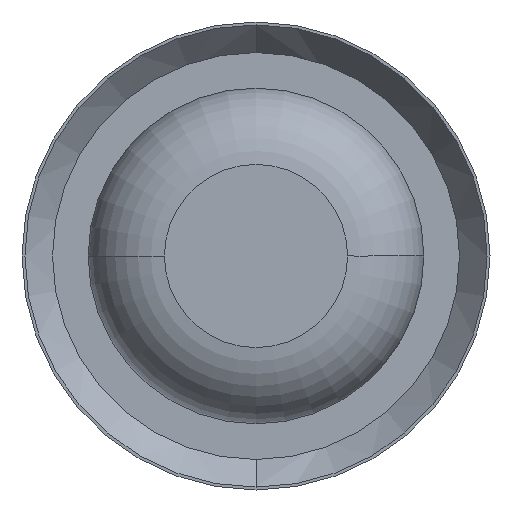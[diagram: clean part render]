
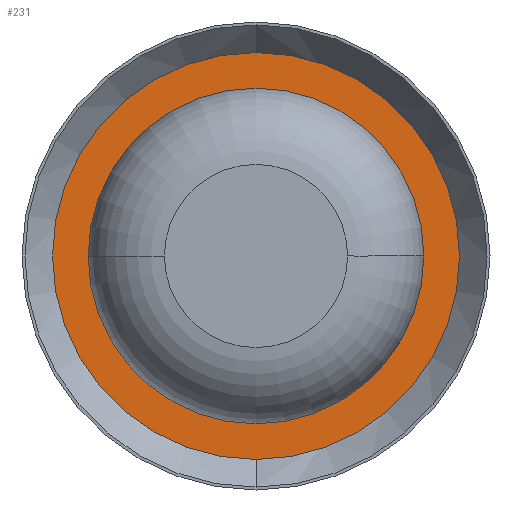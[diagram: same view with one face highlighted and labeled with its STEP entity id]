
A CAD part, front view. The second image highlights one B-rep face of the part: STEP entity #231.
In plain terms, the highlighted planar face has unit normal (0, -1, 0).
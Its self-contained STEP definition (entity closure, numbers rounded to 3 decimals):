
#2 = EDGE_CURVE ( 'Defeature ausgef�hrt3_8+Defeature ausgef�hrt3_1+Defeature ausgef�hrt3_1+Defeature ausgef�hrt3_1', #3674, #2245, #5191, .T. ) ;
#130 = EDGE_LOOP ( 'NONE', ( #1421, #494 ) ) ;
#138 = CARTESIAN_POINT ( 'NONE',  ( 1., -6., 0. ) ) ;
#142 = EDGE_CURVE ( 'Defeature ausgef�hrt3_8+Defeature ausgef�hrt3_1+Defeature ausgef�hrt3_1+Defeature ausgef�hrt3_1', #2245, #3674, #5503, .T. ) ;
#155 = CARTESIAN_POINT ( 'NONE',  ( 0., -6., 0. ) ) ;
#231 = ADVANCED_FACE ( 'Defeature ausgef�hrt3_8', ( #4172, #3750 ), #581, .F. ) ;
#348 = VERTEX_POINT ( 'NONE', #138 ) ;
#453 = DIRECTION ( 'NONE',  ( -1., 0., 0. ) ) ;
#494 = ORIENTED_EDGE ( 'NONE', *, *, #942, .F. ) ;
#581 = PLANE ( 'NONE',  #5929 ) ;
#935 = DIRECTION ( 'NONE',  ( 0., 1., 0. ) ) ;
#942 = EDGE_CURVE ( 'Defeature ausgef�hrt3_9+Defeature ausgef�hrt3_8+Defeature ausgef�hrt3_8+Defeature ausgef�hrt3_8', #348, #6315, #4005, .T. ) ;
#987 = DIRECTION ( 'NONE',  ( 0., 1., 0. ) ) ;
#1145 = DIRECTION ( 'NONE',  ( -1., 0., 0. ) ) ;
#1249 = EDGE_CURVE ( 'Defeature ausgef�hrt3_9+Defeature ausgef�hrt3_8+Defeature ausgef�hrt3_8+Defeature ausgef�hrt3_8', #6315, #348, #2115, .T. ) ;
#1421 = ORIENTED_EDGE ( 'NONE', *, *, #1249, .F. ) ;
#1553 = DIRECTION ( 'NONE',  ( -1., 0., 0. ) ) ;
#1803 = AXIS2_PLACEMENT_3D ( 'NONE', #5881, #935, #2857 ) ;
#2115 = CIRCLE ( 'NONE', #3576, 1. ) ;
#2245 = VERTEX_POINT ( 'NONE', #2404 ) ;
#2404 = CARTESIAN_POINT ( 'NONE',  ( -0.825, -6., 0. ) ) ;
#2857 = DIRECTION ( 'NONE',  ( -1., 0., 0. ) ) ;
#2976 = DIRECTION ( 'NONE',  ( 0., 1., 0. ) ) ;
#3016 = DIRECTION ( 'NONE',  ( 0., 1., 0. ) ) ;
#3239 = AXIS2_PLACEMENT_3D ( 'NONE', #155, #4627, #1145 ) ;
#3481 = CARTESIAN_POINT ( 'NONE',  ( 0.825, -6., 0. ) ) ;
#3576 = AXIS2_PLACEMENT_3D ( 'NONE', #3947, #987, #453 ) ;
#3674 = VERTEX_POINT ( 'NONE', #3481 ) ;
#3675 = ORIENTED_EDGE ( 'NONE', *, *, #2, .T. ) ;
#3746 = CARTESIAN_POINT ( 'NONE',  ( -1., -6., 0. ) ) ;
#3750 = FACE_BOUND ( 'NONE', #5932, .T. ) ;
#3947 = CARTESIAN_POINT ( 'NONE',  ( 0., -6., 0. ) ) ;
#3955 = CARTESIAN_POINT ( 'NONE',  ( 0.825, -6., 0. ) ) ;
#4005 = CIRCLE ( 'NONE', #3239, 1. ) ;
#4172 = FACE_OUTER_BOUND ( 'NONE', #130, .T. ) ;
#4251 = AXIS2_PLACEMENT_3D ( 'NONE', #5481, #3016, #1553 ) ;
#4454 = ORIENTED_EDGE ( 'NONE', *, *, #142, .T. ) ;
#4627 = DIRECTION ( 'NONE',  ( 0., 1., 0. ) ) ;
#5191 = CIRCLE ( 'NONE', #1803, 0.825 ) ;
#5455 = DIRECTION ( 'NONE',  ( -1., 0., 0. ) ) ;
#5481 = CARTESIAN_POINT ( 'NONE',  ( 0., -6., 0. ) ) ;
#5503 = CIRCLE ( 'NONE', #4251, 0.825 ) ;
#5881 = CARTESIAN_POINT ( 'NONE',  ( 0., -6., 0. ) ) ;
#5929 = AXIS2_PLACEMENT_3D ( 'NONE', #3955, #2976, #5455 ) ;
#5932 = EDGE_LOOP ( 'NONE', ( #4454, #3675 ) ) ;
#6315 = VERTEX_POINT ( 'NONE', #3746 ) ;
